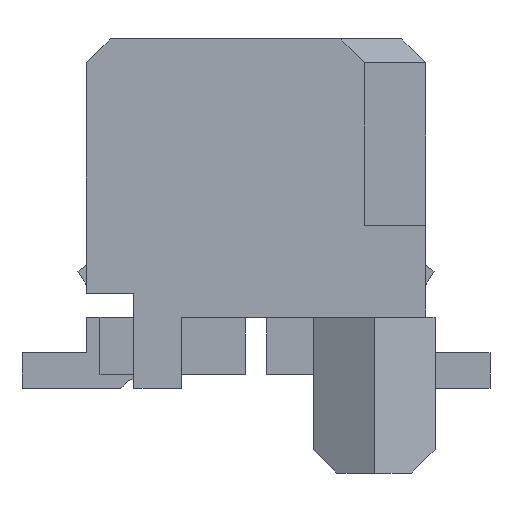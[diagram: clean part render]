
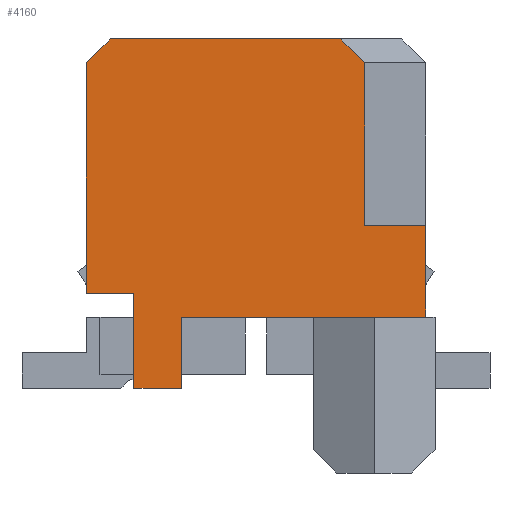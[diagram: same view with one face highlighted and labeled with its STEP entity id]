
A CAD part, left-side view. The second image highlights one B-rep face of the part: STEP entity #4160.
In plain terms, the highlighted planar face has unit normal (-1, 0, 0).
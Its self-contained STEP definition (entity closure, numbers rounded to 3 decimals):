
#1=DIRECTION('',(0.,1.,0.));
#2=VECTOR('',#1,3.6);
#3=CARTESIAN_POINT('',(-5.7,-2.5,0.));
#4=LINE('',#3,#2);
#5=DIRECTION('',(0.,0.,-1.));
#6=VECTOR('',#5,1.05);
#7=CARTESIAN_POINT('',(-5.7,1.1,0.));
#8=LINE('',#7,#6);
#9=DIRECTION('',(0.,0.,1.));
#10=VECTOR('',#9,1.4);
#11=CARTESIAN_POINT('',(-5.7,1.8,-1.05));
#12=LINE('',#11,#10);
#13=DIRECTION('',(0.,1.,0.));
#14=VECTOR('',#13,0.7);
#15=CARTESIAN_POINT('',(-5.7,1.8,0.35));
#16=LINE('',#15,#14);
#17=DIRECTION('',(0.,0.,1.));
#18=VECTOR('',#17,3.4);
#19=CARTESIAN_POINT('',(-5.7,2.5,0.35));
#20=LINE('',#19,#18);
#21=DIRECTION('',(0.,-1.,0.));
#22=VECTOR('',#21,0.9);
#23=CARTESIAN_POINT('',(-5.7,-1.6,1.35));
#24=LINE('',#23,#22);
#25=DIRECTION('',(0.,0.,-1.));
#26=VECTOR('',#25,1.35);
#27=CARTESIAN_POINT('',(-5.7,-2.5,1.35));
#28=LINE('',#27,#26);
#458=DIRECTION('',(0.,1.,0.));
#459=VECTOR('',#458,0.7);
#460=CARTESIAN_POINT('',(-5.7,1.1,-1.05));
#461=LINE('',#460,#459);
#2565=DIRECTION('',(0.,-1.,0.));
#2566=VECTOR('',#2565,3.4);
#2567=CARTESIAN_POINT('',(-5.7,2.15,4.1));
#2568=LINE('',#2567,#2566);
#2585=DIRECTION('',(0.,0.707,-0.707));
#2586=VECTOR('',#2585,0.495);
#2587=CARTESIAN_POINT('',(-5.7,2.15,4.1));
#2588=LINE('',#2587,#2586);
#2813=DIRECTION('',(0.,0.,1.));
#2814=VECTOR('',#2813,2.4);
#2815=CARTESIAN_POINT('',(-5.7,-1.6,1.35));
#2816=LINE('',#2815,#2814);
#2829=DIRECTION('',(0.,-0.707,-0.707));
#2830=VECTOR('',#2829,0.495);
#2831=CARTESIAN_POINT('',(-5.7,-1.25,4.1));
#2832=LINE('',#2831,#2830);
#3133=CARTESIAN_POINT('',(-5.7,-2.5,1.35));
#3134=CARTESIAN_POINT('',(-5.7,-2.5,0.));
#3135=VERTEX_POINT('',#3133);
#3136=VERTEX_POINT('',#3134);
#3137=CARTESIAN_POINT('',(-5.7,1.8,0.35));
#3138=CARTESIAN_POINT('',(-5.7,2.5,0.35));
#3139=VERTEX_POINT('',#3137);
#3140=VERTEX_POINT('',#3138);
#3149=CARTESIAN_POINT('',(-5.7,-1.6,1.35));
#3150=VERTEX_POINT('',#3149);
#3223=CARTESIAN_POINT('',(-5.7,-1.25,4.1));
#3224=VERTEX_POINT('',#3223);
#3225=CARTESIAN_POINT('',(-5.7,-1.6,3.75));
#3226=VERTEX_POINT('',#3225);
#3227=CARTESIAN_POINT('',(-5.7,2.15,4.1));
#3228=VERTEX_POINT('',#3227);
#3229=CARTESIAN_POINT('',(-5.7,2.5,3.75));
#3230=VERTEX_POINT('',#3229);
#3591=CARTESIAN_POINT('',(-5.7,1.8,-1.05));
#3593=VERTEX_POINT('',#3591);
#3597=CARTESIAN_POINT('',(-5.7,1.1,-1.05));
#3598=VERTEX_POINT('',#3597);
#3611=CARTESIAN_POINT('',(-5.7,1.1,0.));
#3612=VERTEX_POINT('',#3611);
#4129=CARTESIAN_POINT('',(-5.7,0.,0.));
#4130=DIRECTION('',(1.,0.,0.));
#4131=DIRECTION('',(0.,1.,0.));
#4132=AXIS2_PLACEMENT_3D('',#4129,#4130,#4131);
#4133=PLANE('',#4132);
#4135=ORIENTED_EDGE('',*,*,#4134,.T.);
#4137=ORIENTED_EDGE('',*,*,#4136,.T.);
#4139=ORIENTED_EDGE('',*,*,#4138,.T.);
#4141=ORIENTED_EDGE('',*,*,#4140,.T.);
#4143=ORIENTED_EDGE('',*,*,#4142,.T.);
#4145=ORIENTED_EDGE('',*,*,#4144,.T.);
#4147=ORIENTED_EDGE('',*,*,#4146,.F.);
#4149=ORIENTED_EDGE('',*,*,#4148,.T.);
#4151=ORIENTED_EDGE('',*,*,#4150,.T.);
#4153=ORIENTED_EDGE('',*,*,#4152,.F.);
#4155=ORIENTED_EDGE('',*,*,#4154,.T.);
#4157=ORIENTED_EDGE('',*,*,#4156,.T.);
#4158=EDGE_LOOP('',(#4135,#4137,#4139,#4141,#4143,#4145,#4147,#4149,#4151,#4153,
#4155,#4157));
#4159=FACE_OUTER_BOUND('',#4158,.F.);
#4160=ADVANCED_FACE('',(#4159),#4133,.F.);
#4134=EDGE_CURVE('',#3136,#3612,#4,.T.);
#4136=EDGE_CURVE('',#3612,#3598,#8,.T.);
#4138=EDGE_CURVE('',#3598,#3593,#461,.T.);
#4140=EDGE_CURVE('',#3593,#3139,#12,.T.);
#4142=EDGE_CURVE('',#3139,#3140,#16,.T.);
#4144=EDGE_CURVE('',#3140,#3230,#20,.T.);
#4146=EDGE_CURVE('',#3228,#3230,#2588,.T.);
#4148=EDGE_CURVE('',#3228,#3224,#2568,.T.);
#4150=EDGE_CURVE('',#3224,#3226,#2832,.T.);
#4152=EDGE_CURVE('',#3150,#3226,#2816,.T.);
#4154=EDGE_CURVE('',#3150,#3135,#24,.T.);
#4156=EDGE_CURVE('',#3135,#3136,#28,.T.);
